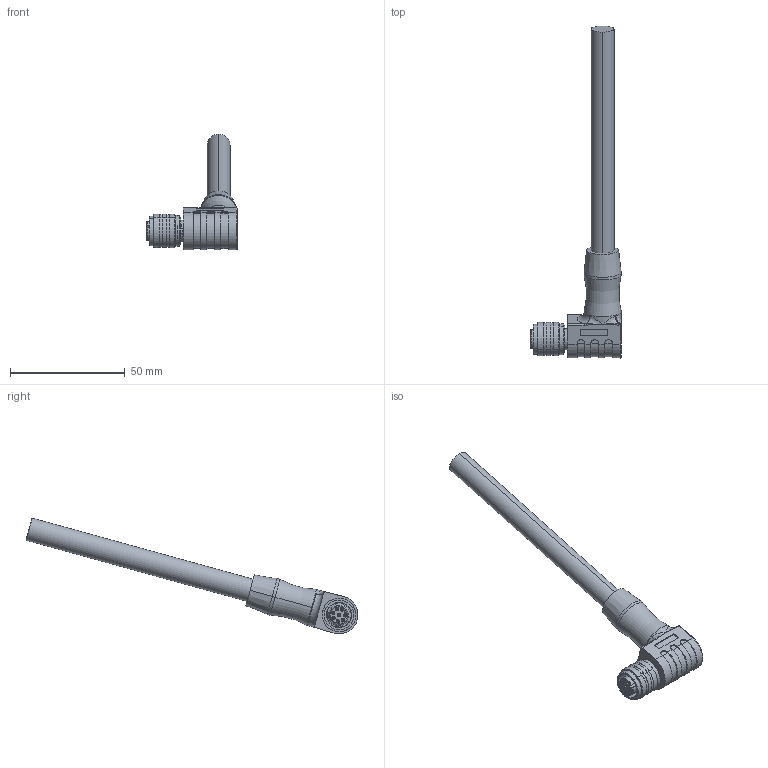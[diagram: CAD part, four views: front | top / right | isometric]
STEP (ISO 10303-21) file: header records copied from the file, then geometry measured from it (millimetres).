
FILE_DESCRIPTION((''),'2;1');
FILE_NAME('ELK8-M-S10_ASM','2019-03-26T',('xin.jin'),(''),'PRO/ENGINEER BY PARAMETRIC TECHNOLOGY CORPORATION, 2012060','PRO/ENGINEER BY PARAMETRIC TECHNOLOGY CORPORATION, 2012060','');
FILE_SCHEMA(('AUTOMOTIVE_DESIGN { 1 0 10303 214 1 1 1 1 }'));
Length unit declared in the file: millimetre
Products named in the file (1): ELK8-M-S10_ASM
Bounding box: 39.4 x 144.69 x 50.39 mm (x, y, z)
Volume: 21027.7 mm3; surface area: 10198.2 mm2
Topology: 1 solids, 4 shells, 566 faces, 1584 edges, 1034 vertices
Faces by surface type: cylinder 274, plane 219, cone 36, bspline 18, torus 17, sphere 2
Entity records: 20240 total; most frequent: CARTESIAN_POINT 5350, DIRECTION 3188, ORIENTED_EDGE 3100, EDGE_CURVE 1554, AXIS2_PLACEMENT_3D 1229, VERTEX_POINT 1034, VECTOR 730, LINE 730
